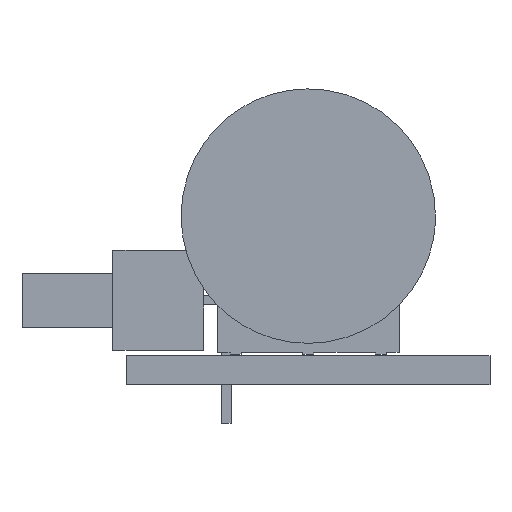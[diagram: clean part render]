
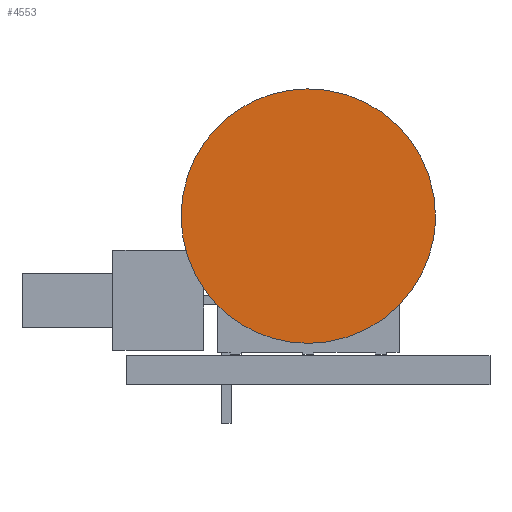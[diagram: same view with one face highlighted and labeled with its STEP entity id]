
A CAD part, front view. The second image highlights one B-rep face of the part: STEP entity #4553.
In plain terms, the highlighted free-form (B-spline) face has degree [1, 1] with [2, 2] control points.
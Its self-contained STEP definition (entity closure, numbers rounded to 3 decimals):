
#4460 = ( BOUNDED_SURFACE() B_SPLINE_SURFACE(2,1,(
    (#4461,#4462)
    ,(#4463,#4464)
    ,(#4465,#4466)
    ,(#4467,#4468)
    ,(#4469,#4470)
    ,(#4471,#4472)
    ,(#4473,#4474
)),.UNSPECIFIED.,.T.,.F.,.F.) B_SPLINE_SURFACE_WITH_KNOTS((1,2,2,2,2,1),
  (2,2),(-2.094,0.,2.094,4.189,6.283,
8.378),(0.,1.),.UNSPECIFIED.) GEOMETRIC_REPRESENTATION_ITEM() 
RATIONAL_B_SPLINE_SURFACE((
    (1.,1.)
    ,(0.5,0.5)
    ,(1.,1.)
    ,(0.5,0.5)
    ,(1.,1.)
    ,(0.5,0.5)
,(1.,1.))) REPRESENTATION_ITEM('') SURFACE() );
#4461 = CARTESIAN_POINT('',(0.,0.,-7.));
#4462 = CARTESIAN_POINT('',(-1.,0.,-7.));
#4463 = CARTESIAN_POINT('',(0.,-12.124,-7.));
#4464 = CARTESIAN_POINT('',(-1.,-12.124,-7.));
#4465 = CARTESIAN_POINT('',(0.,-6.062,3.5));
#4466 = CARTESIAN_POINT('',(-1.,-6.062,3.5));
#4467 = CARTESIAN_POINT('',(0.,0.,14.));
#4468 = CARTESIAN_POINT('',(-1.,0.,14.));
#4469 = CARTESIAN_POINT('',(0.,6.062,3.5));
#4470 = CARTESIAN_POINT('',(-1.,6.062,3.5));
#4471 = CARTESIAN_POINT('',(0.,12.124,-7.));
#4472 = CARTESIAN_POINT('',(-1.,12.124,-7.));
#4473 = CARTESIAN_POINT('',(0.,0.,-7.));
#4474 = CARTESIAN_POINT('',(-1.,0.,-7.));
#4494 = VERTEX_POINT('',#4495);
#4495 = CARTESIAN_POINT('',(-1.,0.,-7.));
#4515 = EDGE_CURVE('',#4494,#4494,#4516,.T.);
#4516 = SURFACE_CURVE('',#4517,(#4525,#4536),.PCURVE_S1.);
#4517 = ( BOUNDED_CURVE() B_SPLINE_CURVE(2,(#4518,#4519,#4520,#4521,
#4522,#4523,#4524),.UNSPECIFIED.,.T.,.F.) B_SPLINE_CURVE_WITH_KNOTS((1,2
    ,2,2,2,1),(-2.094,0.,2.094,4.189,
6.283,8.378),.UNSPECIFIED.) CURVE() 
GEOMETRIC_REPRESENTATION_ITEM() RATIONAL_B_SPLINE_CURVE((1.,0.5,1.,0.5,
1.,0.5,1.)) REPRESENTATION_ITEM('') );
#4518 = CARTESIAN_POINT('',(-1.,0.,-7.));
#4519 = CARTESIAN_POINT('',(-1.,-12.124,-7.));
#4520 = CARTESIAN_POINT('',(-1.,-6.062,3.5));
#4521 = CARTESIAN_POINT('',(-1.,0.,14.));
#4522 = CARTESIAN_POINT('',(-1.,6.062,3.5));
#4523 = CARTESIAN_POINT('',(-1.,12.124,-7.));
#4524 = CARTESIAN_POINT('',(-1.,0.,-7.));
#4525 = PCURVE('',#4460,#4526);
#4526 = DEFINITIONAL_REPRESENTATION('',(#4527),#4535);
#4527 = B_SPLINE_CURVE_WITH_KNOTS('',2,(#4528,#4529,#4530,#4531,#4532,
    #4533,#4534),.UNSPECIFIED.,.F.,.F.,(3,2,2,3),(0.,2.094,
    4.189,6.283),.PIECEWISE_BEZIER_KNOTS.);
#4528 = CARTESIAN_POINT('',(0.,1.));
#4529 = CARTESIAN_POINT('',(1.047,1.));
#4530 = CARTESIAN_POINT('',(2.094,1.));
#4531 = CARTESIAN_POINT('',(3.142,1.));
#4532 = CARTESIAN_POINT('',(4.189,1.));
#4533 = CARTESIAN_POINT('',(5.236,1.));
#4534 = CARTESIAN_POINT('',(6.283,1.));
#4535 = ( GEOMETRIC_REPRESENTATION_CONTEXT(2) 
PARAMETRIC_REPRESENTATION_CONTEXT() REPRESENTATION_CONTEXT('2D SPACE',''
  ) );
#4536 = PCURVE('',#4537,#4542);
#4537 = B_SPLINE_SURFACE_WITH_KNOTS('',1,1,(
    (#4538,#4539)
    ,(#4540,#4541
    )),.UNSPECIFIED.,.F.,.F.,.F.,(2,2),(2,2),(-7.,7.),(-7.,7.),
  .PIECEWISE_BEZIER_KNOTS.);
#4538 = CARTESIAN_POINT('',(-1.,7.,7.));
#4539 = CARTESIAN_POINT('',(-1.,-7.,7.));
#4540 = CARTESIAN_POINT('',(-1.,7.,-7.));
#4541 = CARTESIAN_POINT('',(-1.,-7.,-7.));
#4542 = DEFINITIONAL_REPRESENTATION('',(#4543),#4551);
#4543 = ( BOUNDED_CURVE() B_SPLINE_CURVE(2,(#4544,#4545,#4546,#4547,
#4548,#4549,#4550),.UNSPECIFIED.,.T.,.F.) B_SPLINE_CURVE_WITH_KNOTS((3,2
    ,2,3),(0.,2.094,4.189,6.283),
.PIECEWISE_BEZIER_KNOTS.) CURVE() GEOMETRIC_REPRESENTATION_ITEM() 
RATIONAL_B_SPLINE_CURVE((1.,0.5,1.,0.5,1.,0.5,1.)) REPRESENTATION_ITEM(
  '') );
#4544 = CARTESIAN_POINT('',(7.,0.));
#4545 = CARTESIAN_POINT('',(7.,12.124));
#4546 = CARTESIAN_POINT('',(-3.5,6.062));
#4547 = CARTESIAN_POINT('',(-14.,0.));
#4548 = CARTESIAN_POINT('',(-3.5,-6.062));
#4549 = CARTESIAN_POINT('',(7.,-12.124));
#4550 = CARTESIAN_POINT('',(7.,0.));
#4551 = ( GEOMETRIC_REPRESENTATION_CONTEXT(2) 
PARAMETRIC_REPRESENTATION_CONTEXT() REPRESENTATION_CONTEXT('2D SPACE',''
  ) );
#4553 = ADVANCED_FACE('',(#4554),#4537,.T.);
#4554 = FACE_BOUND('',#4555,.T.);
#4555 = EDGE_LOOP('',(#4556));
#4556 = ORIENTED_EDGE('',*,*,#4515,.T.);
